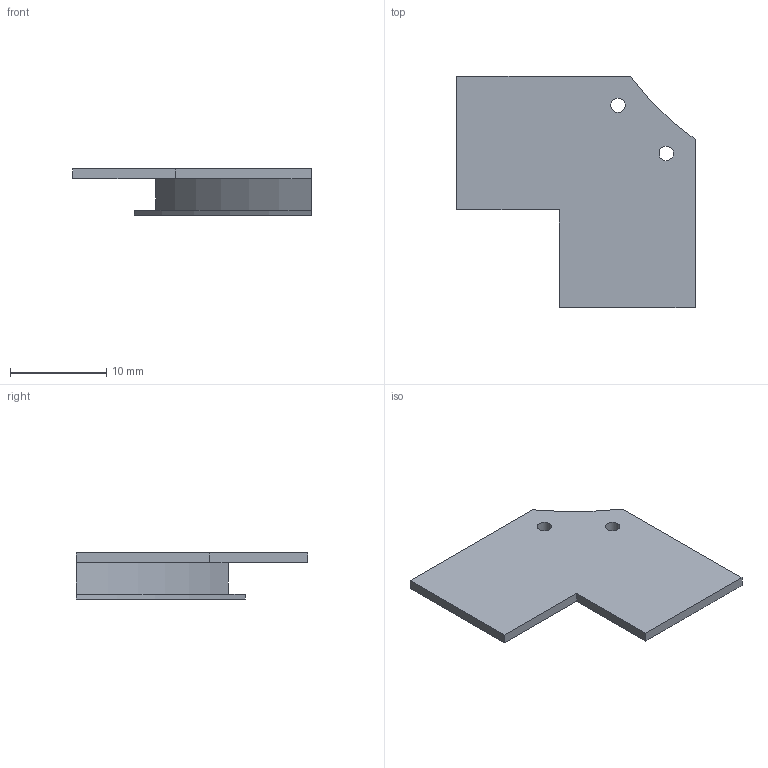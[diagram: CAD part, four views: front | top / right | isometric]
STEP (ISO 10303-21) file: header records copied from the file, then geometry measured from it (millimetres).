
FILE_DESCRIPTION((''),'2;1');
FILE_NAME('pieza_despliegue_curva_derecha.stp','2013-05-02T18:01:28',('IC-Lab'),(''),'Autodesk Inventor 2010','Autodesk Inventor 2010','');
FILE_SCHEMA(('AUTOMOTIVE_DESIGN { 1 0 10303 214 1 1 1 1 }'));
Length unit declared in the file: millimetre
Products named in the file (1): pieza_despliegue_curva_derecha
Bounding box: 24.73 x 24 x 4.8 mm (x, y, z)
Volume: 696.2 mm3; surface area: 1281.7 mm2
Topology: 1 solids, 1 shells, 17 faces, 54 edges, 44 vertices
Faces by surface type: plane 11, cylinder 6
Full cylindrical faces by diameter (mm): 1.5 x2
Entity records: 643 total; most frequent: CARTESIAN_POINT 106, DIRECTION 103, ORIENTED_EDGE 86, EDGE_CURVE 43, AXIS2_PLACEMENT_3D 35, VECTOR 33, LINE 33, VERTEX_POINT 30
